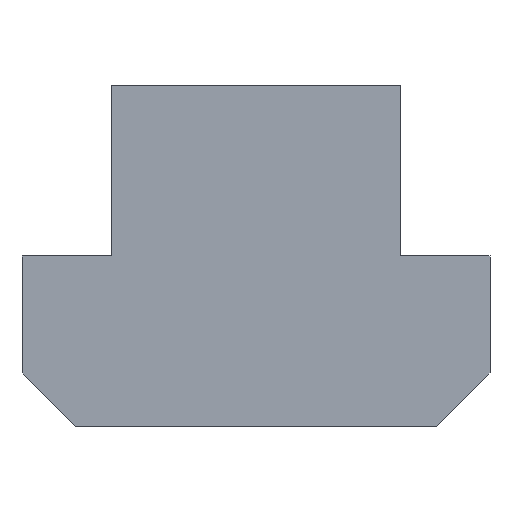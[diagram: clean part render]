
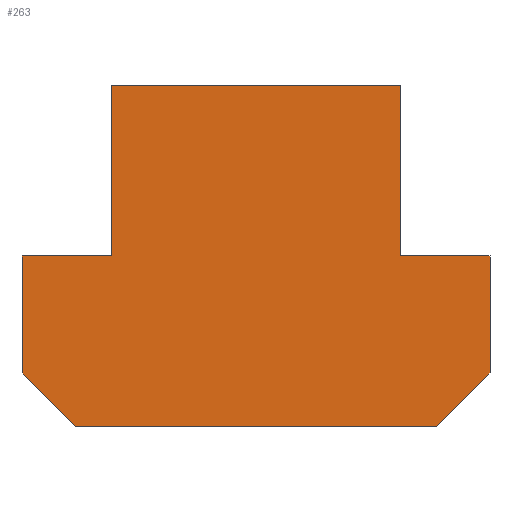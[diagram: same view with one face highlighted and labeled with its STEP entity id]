
A CAD part, front view. The second image highlights one B-rep face of the part: STEP entity #263.
In plain terms, the highlighted planar face has unit normal (0, -1, 0).
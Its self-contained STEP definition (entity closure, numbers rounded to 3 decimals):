
#119=EDGE_CURVE('',#137,#247,#314,.T.);
#135=VERTEX_POINT('',#333);
#137=VERTEX_POINT('',#335);
#151=EDGE_CURVE('',#159,#137,#350,.T.);
#153=EDGE_CURVE('',#135,#159,#352,.T.);
#159=VERTEX_POINT('',#360);
#171=EDGE_CURVE('',#213,#135,#372,.T.);
#179=EDGE_CURVE('',#215,#197,#381,.T.);
#181=EDGE_CURVE('',#197,#213,#383,.T.);
#197=VERTEX_POINT('',#400);
#199=EDGE_CURVE('',#231,#215,#402,.T.);
#213=VERTEX_POINT('',#417);
#215=VERTEX_POINT('',#419);
#223=EDGE_CURVE('',#277,#231,#427,.T.);
#231=VERTEX_POINT('',#435);
#245=EDGE_CURVE('',#265,#277,#453,.T.);
#247=VERTEX_POINT('',#455);
#251=EDGE_CURVE('',#247,#265,#459,.T.);
#263=ADVANCED_FACE('',(#474),#475,.T.);
#265=VERTEX_POINT('',#477);
#277=VERTEX_POINT('',#489);
#314=LINE('',#518,#519);
#333=CARTESIAN_POINT('',(6.8,-22.0,8.0));
#335=CARTESIAN_POINT('',(11.0,-22.0,0.0));
#350=LINE('',#570,#571);
#352=LINE('',#574,#575);
#360=CARTESIAN_POINT('',(6.8,-22.0,0.0));
#372=LINE('',#604,#605);
#381=LINE('',#619,#620);
#383=LINE('',#623,#624);
#400=CARTESIAN_POINT('',(-6.8,-22.0,0.0));
#402=LINE('',#652,#653);
#417=CARTESIAN_POINT('',(-6.8,-22.0,8.0));
#419=CARTESIAN_POINT('',(-11.0,-22.0,0.0));
#427=LINE('',#684,#685);
#435=CARTESIAN_POINT('',(-11.0,-22.0,-5.5));
#453=LINE('',#718,#719);
#455=CARTESIAN_POINT('',(11.0,-22.0,-5.5));
#459=LINE('',#726,#727);
#474=FACE_OUTER_BOUND('',#744,.T.);
#475=PLANE('',#745);
#477=CARTESIAN_POINT('',(8.5,-22.0,-8.));
#489=CARTESIAN_POINT('',(-8.5,-22.0,-8.));
#518=CARTESIAN_POINT('',(11.0,-22.0,-5.5));
#519=VECTOR('',#791,1.0);
#570=CARTESIAN_POINT('',(11.0,-22.0,0.0));
#571=VECTOR('',#836,1.0);
#574=CARTESIAN_POINT('',(6.8,-22.0,0.0));
#575=VECTOR('',#837,1.0);
#604=CARTESIAN_POINT('',(6.8,-22.0,8.0));
#605=VECTOR('',#858,1.0);
#619=CARTESIAN_POINT('',(-6.8,-22.0,0.0));
#620=VECTOR('',#875,1.0);
#623=CARTESIAN_POINT('',(-6.8,-22.0,8.0));
#624=VECTOR('',#876,1.0);
#652=CARTESIAN_POINT('',(-11.0,-22.0,0.0));
#653=VECTOR('',#889,1.0);
#684=CARTESIAN_POINT('',(-11.0,-22.0,-5.5));
#685=VECTOR('',#904,1.0);
#718=CARTESIAN_POINT('',(-8.5,-22.0,-8.));
#719=VECTOR('',#939,1.0);
#726=CARTESIAN_POINT('',(8.5,-22.0,-8.));
#727=VECTOR('',#940,1.0);
#744=EDGE_LOOP('',(#971,#972,#973,#974,#975,#976,#977,#978,#979,#980));
#745=AXIS2_PLACEMENT_3D('',#981,#982,#983);
#791=DIRECTION('',(0.0,0.,-1.0));
#836=DIRECTION('',(1.0,0.0,0.0));
#837=DIRECTION('',(0.0,0.,-1.0));
#858=DIRECTION('',(1.0,0.0,0.0));
#875=DIRECTION('',(1.0,0.0,0.0));
#876=DIRECTION('',(0.0,0.,1.0));
#889=DIRECTION('',(0.0,0.,1.0));
#904=DIRECTION('',(-0.707,0.,0.707));
#939=DIRECTION('',(-1.0,0.0,0.0));
#940=DIRECTION('',(-0.707,0.,-0.707));
#971=ORIENTED_EDGE('',*,*,#251,.F.);
#972=ORIENTED_EDGE('',*,*,#119,.F.);
#973=ORIENTED_EDGE('',*,*,#151,.F.);
#974=ORIENTED_EDGE('',*,*,#153,.F.);
#975=ORIENTED_EDGE('',*,*,#171,.F.);
#976=ORIENTED_EDGE('',*,*,#181,.F.);
#977=ORIENTED_EDGE('',*,*,#179,.F.);
#978=ORIENTED_EDGE('',*,*,#199,.F.);
#979=ORIENTED_EDGE('',*,*,#223,.F.);
#980=ORIENTED_EDGE('',*,*,#245,.F.);
#981=CARTESIAN_POINT('',(0.0,-22.0,-0.564));
#982=DIRECTION('',(0.0,-1.0,0.));
#983=DIRECTION('',(1.0,0.0,0.0));
